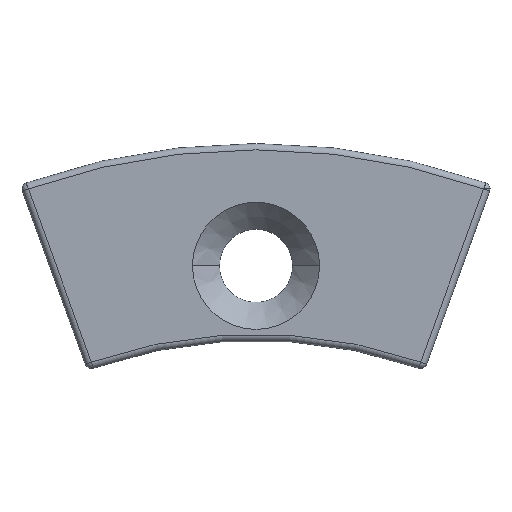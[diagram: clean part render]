
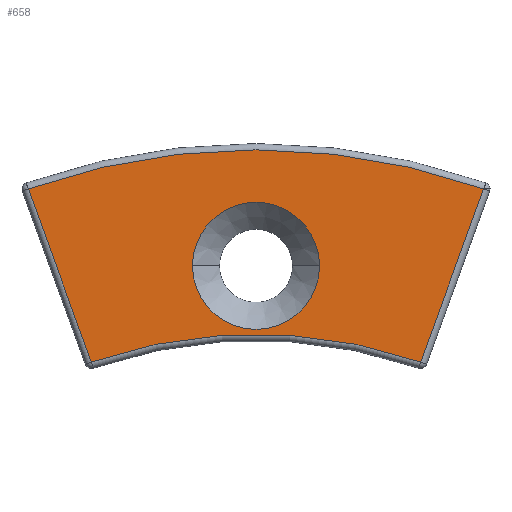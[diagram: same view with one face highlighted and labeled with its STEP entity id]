
A CAD part, top view. The second image highlights one B-rep face of the part: STEP entity #658.
In plain terms, the highlighted planar face has unit normal (0, 0, 1).
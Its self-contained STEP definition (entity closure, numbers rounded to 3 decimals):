
#44 = VECTOR ( 'NONE', #111, 1000. ) ;
#72 = EDGE_CURVE ( 'NONE', #539, #644, #102, .T. ) ;
#84 = CARTESIAN_POINT ( 'NONE',  ( 7.165, 2.421, 1. ) ) ;
#99 = CARTESIAN_POINT ( 'NONE',  ( -5.181, -3.03, 1. ) ) ;
#102 = LINE ( 'NONE', #112, #642 ) ;
#111 = DIRECTION ( 'NONE',  ( 0.342, 0.94, 0. ) ) ;
#112 = CARTESIAN_POINT ( 'NONE',  ( -5.113, -3.216, 1. ) ) ;
#117 = EDGE_LOOP ( 'NONE', ( #522, #241 ) ) ;
#128 = DIRECTION ( 'NONE',  ( 1., 0., 0. ) ) ;
#132 = AXIS2_PLACEMENT_3D ( 'NONE', #476, #276, #375 ) ;
#135 = CIRCLE ( 'NONE', #132, 15.7 ) ;
#149 = ORIENTED_EDGE ( 'NONE', *, *, #455, .T. ) ;
#170 = ORIENTED_EDGE ( 'NONE', *, *, #211, .T. ) ;
#211 = EDGE_CURVE ( 'NONE', #508, #539, #220, .T. ) ;
#220 = CIRCLE ( 'NONE', #584, 21.5 ) ;
#223 = LINE ( 'NONE', #383, #44 ) ;
#241 = ORIENTED_EDGE ( 'NONE', *, *, #524, .T. ) ;
#260 = CARTESIAN_POINT ( 'NONE',  ( 0., -17.85, 1. ) ) ;
#265 = CARTESIAN_POINT ( 'NONE',  ( 5.181, -3.03, 1. ) ) ;
#275 = DIRECTION ( 'NONE',  ( 1., 0., 0. ) ) ;
#276 = DIRECTION ( 'NONE',  ( 0., 0., -1. ) ) ;
#290 = CARTESIAN_POINT ( 'NONE',  ( -2., 0., 1. ) ) ;
#295 = ORIENTED_EDGE ( 'NONE', *, *, #420, .T. ) ;
#307 = DIRECTION ( 'NONE',  ( 1., 0., 0. ) ) ;
#309 = CIRCLE ( 'NONE', #403, 2. ) ;
#343 = EDGE_CURVE ( 'NONE', #568, #564, #632, .T. ) ;
#351 = DIRECTION ( 'NONE',  ( 1., 0., 0. ) ) ;
#375 = DIRECTION ( 'NONE',  ( 1., 0., 0. ) ) ;
#383 = CARTESIAN_POINT ( 'NONE',  ( 7.234, 2.61, 1. ) ) ;
#393 = EDGE_LOOP ( 'NONE', ( #149, #295, #170, #526 ) ) ;
#403 = AXIS2_PLACEMENT_3D ( 'NONE', #498, #603, #128 ) ;
#410 = VERTEX_POINT ( 'NONE', #265 ) ;
#420 = EDGE_CURVE ( 'NONE', #410, #508, #223, .T. ) ;
#441 = CARTESIAN_POINT ( 'NONE',  ( 0., -17.85, 1. ) ) ;
#454 = DIRECTION ( 'NONE',  ( 0., 0., -1. ) ) ;
#455 = EDGE_CURVE ( 'NONE', #644, #410, #135, .T. ) ;
#458 = AXIS2_PLACEMENT_3D ( 'NONE', #465, #454, #351 ) ;
#465 = CARTESIAN_POINT ( 'NONE',  ( 0., 0., 1. ) ) ;
#472 = FACE_OUTER_BOUND ( 'NONE', #393, .T. ) ;
#476 = CARTESIAN_POINT ( 'NONE',  ( 0., -17.85, 1. ) ) ;
#491 = DIRECTION ( 'NONE',  ( 0., 0., 1. ) ) ;
#498 = CARTESIAN_POINT ( 'NONE',  ( 0., 0., 1. ) ) ;
#508 = VERTEX_POINT ( 'NONE', #84 ) ;
#522 = ORIENTED_EDGE ( 'NONE', *, *, #343, .T. ) ;
#524 = EDGE_CURVE ( 'NONE', #564, #568, #309, .T. ) ;
#526 = ORIENTED_EDGE ( 'NONE', *, *, #72, .T. ) ;
#539 = VERTEX_POINT ( 'NONE', #665 ) ;
#564 = VERTEX_POINT ( 'NONE', #290 ) ;
#565 = DIRECTION ( 'NONE',  ( 0., 0., 1. ) ) ;
#568 = VERTEX_POINT ( 'NONE', #613 ) ;
#584 = AXIS2_PLACEMENT_3D ( 'NONE', #441, #491, #275 ) ;
#603 = DIRECTION ( 'NONE',  ( 0., 0., -1. ) ) ;
#613 = CARTESIAN_POINT ( 'NONE',  ( 2., 0., 1. ) ) ;
#626 = PLANE ( 'NONE',  #653 ) ;
#629 = FACE_BOUND ( 'NONE', #117, .T. ) ;
#632 = CIRCLE ( 'NONE', #458, 2. ) ;
#642 = VECTOR ( 'NONE', #696, 1000. ) ;
#644 = VERTEX_POINT ( 'NONE', #99 ) ;
#653 = AXIS2_PLACEMENT_3D ( 'NONE', #260, #565, #307 ) ;
#658 = ADVANCED_FACE ( 'NONE', ( #472, #629 ), #626, .T. ) ;
#665 = CARTESIAN_POINT ( 'NONE',  ( -7.165, 2.421, 1. ) ) ;
#696 = DIRECTION ( 'NONE',  ( 0.342, -0.94, 0. ) ) ;
